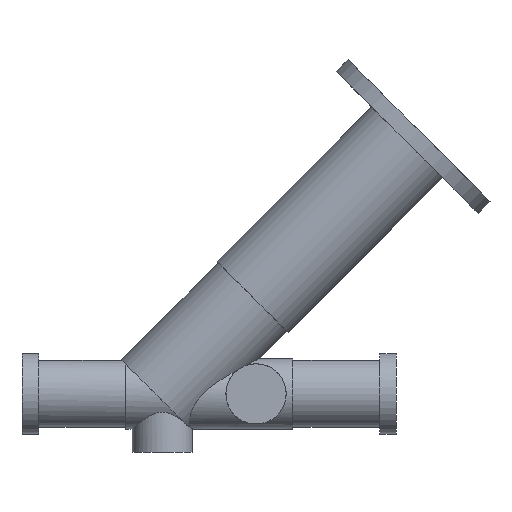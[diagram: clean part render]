
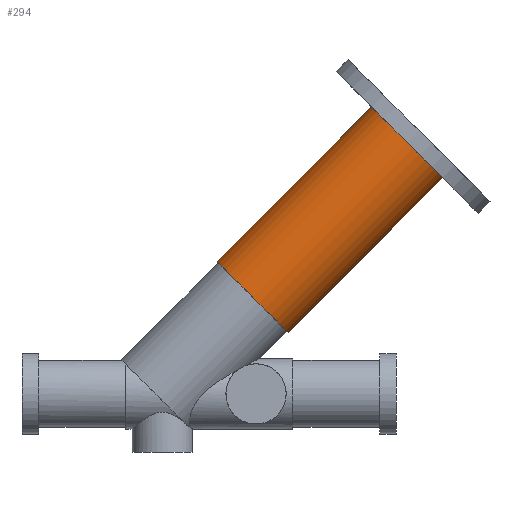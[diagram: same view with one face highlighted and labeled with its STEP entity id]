
A CAD part, front view. The second image highlights one B-rep face of the part: STEP entity #294.
In plain terms, the highlighted cylindrical face has radius 15 mm (diameter 30 mm), a full revolution.
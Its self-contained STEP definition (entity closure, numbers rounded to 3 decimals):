
#48=CIRCLE('',#348,15.);
#49=CIRCLE('',#349,15.);
#107=ORIENTED_EDGE('',*,*,#155,.F.);
#108=ORIENTED_EDGE('',*,*,#156,.T.);
#155=EDGE_CURVE('',#182,#182,#48,.T.);
#156=EDGE_CURVE('',#183,#183,#49,.T.);
#182=VERTEX_POINT('',#613);
#183=VERTEX_POINT('',#615);
#216=EDGE_LOOP('',(#107));
#217=EDGE_LOOP('',(#108));
#254=FACE_BOUND('',#216,.T.);
#255=FACE_BOUND('',#217,.T.);
#276=CYLINDRICAL_SURFACE('',#347,15.);
#294=ADVANCED_FACE('',(#254,#255),#276,.T.);
#347=AXIS2_PLACEMENT_3D('',#611,#428,#429);
#348=AXIS2_PLACEMENT_3D('',#612,#430,#431);
#349=AXIS2_PLACEMENT_3D('',#614,#432,#433);
#428=DIRECTION('',(-0.707,0.,-0.707));
#429=DIRECTION('',(-0.707,0.,0.707));
#430=DIRECTION('',(0.707,0.,0.707));
#431=DIRECTION('',(0.707,0.,-0.707));
#432=DIRECTION('',(0.707,0.,0.707));
#433=DIRECTION('',(0.707,0.,-0.707));
#611=CARTESIAN_POINT('',(59.234,0.,75.251));
#612=CARTESIAN_POINT('',(59.234,0.,75.251));
#613=CARTESIAN_POINT('',(69.841,0.,64.644));
#614=CARTESIAN_POINT('',(12.974,0.,28.991));
#615=CARTESIAN_POINT('',(23.581,0.,18.385));
